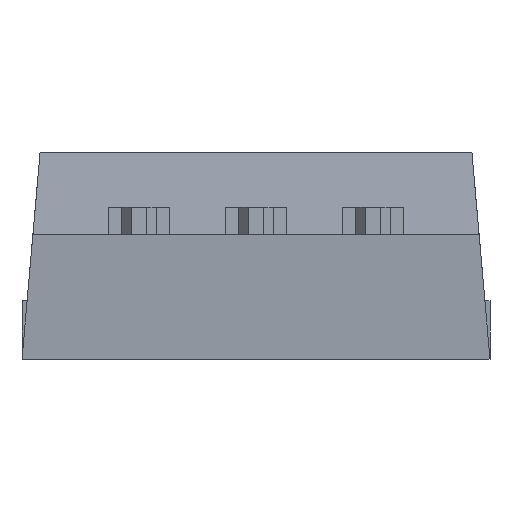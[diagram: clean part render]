
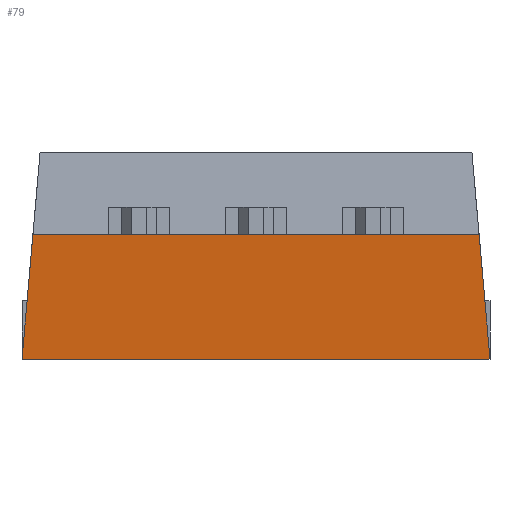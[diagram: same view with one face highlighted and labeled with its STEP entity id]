
A CAD part, front view. The second image highlights one B-rep face of the part: STEP entity #79.
In plain terms, the highlighted planar face has unit normal (0, -0.996, -0.087).
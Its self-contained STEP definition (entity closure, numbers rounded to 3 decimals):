
#54 = CARTESIAN_POINT ( 'NONE',  ( -5.1, 3.715, -0.292 ) ) ;
#57 = LINE ( 'NONE', #1451, #555 ) ;
#76 = VERTEX_POINT ( 'NONE', #859 ) ;
#79 = ADVANCED_FACE ( 'NONE', ( #173 ), #593, .F. ) ;
#94 = LINE ( 'NONE', #245, #1040 ) ;
#173 = FACE_OUTER_BOUND ( 'NONE', #1399, .T. ) ;
#183 = AXIS2_PLACEMENT_3D ( 'NONE', #54, #957, #1254 ) ;
#245 = CARTESIAN_POINT ( 'NONE',  ( -5.132, 3.985, -3.374 ) ) ;
#432 = ORIENTED_EDGE ( 'NONE', *, *, #821, .T. ) ;
#481 = DIRECTION ( 'NONE',  ( 1., 0., 0. ) ) ;
#482 = DIRECTION ( 'NONE',  ( -0.087, 0.087, -0.992 ) ) ;
#555 = VECTOR ( 'NONE', #772, 1000. ) ;
#556 = CARTESIAN_POINT ( 'NONE',  ( 5.1, 3.953, -3.012 ) ) ;
#572 = ORIENTED_EDGE ( 'NONE', *, *, #902, .F. ) ;
#593 = PLANE ( 'NONE',  #183 ) ;
#644 = VECTOR ( 'NONE', #481, 1000. ) ;
#665 = VERTEX_POINT ( 'NONE', #556 ) ;
#669 = CARTESIAN_POINT ( 'NONE',  ( -4.862, 3.715, -0.292 ) ) ;
#721 = ORIENTED_EDGE ( 'NONE', *, *, #1328, .T. ) ;
#772 = DIRECTION ( 'NONE',  ( 1., 0., 0. ) ) ;
#821 = EDGE_CURVE ( 'NONE', #1718, #1135, #94, .T. ) ;
#859 = CARTESIAN_POINT ( 'NONE',  ( 4.862, 3.715, -0.292 ) ) ;
#902 = EDGE_CURVE ( 'NONE', #1718, #76, #57, .T. ) ;
#914 = EDGE_CURVE ( 'NONE', #665, #76, #975, .T. ) ;
#947 = VECTOR ( 'NONE', #1351, 1000. ) ;
#957 = DIRECTION ( 'NONE',  ( 0., 0.996, 0.087 ) ) ;
#975 = LINE ( 'NONE', #1513, #947 ) ;
#1000 = CARTESIAN_POINT ( 'NONE',  ( -5.1, 3.953, -3.012 ) ) ;
#1040 = VECTOR ( 'NONE', #482, 1000. ) ;
#1135 = VERTEX_POINT ( 'NONE', #1456 ) ;
#1254 = DIRECTION ( 'NONE',  ( -1., 0., 0. ) ) ;
#1302 = ORIENTED_EDGE ( 'NONE', *, *, #914, .T. ) ;
#1328 = EDGE_CURVE ( 'NONE', #1135, #665, #1423, .T. ) ;
#1351 = DIRECTION ( 'NONE',  ( -0.087, -0.087, 0.992 ) ) ;
#1399 = EDGE_LOOP ( 'NONE', ( #721, #1302, #572, #432 ) ) ;
#1423 = LINE ( 'NONE', #1000, #644 ) ;
#1451 = CARTESIAN_POINT ( 'NONE',  ( -5.1, 3.715, -0.292 ) ) ;
#1456 = CARTESIAN_POINT ( 'NONE',  ( -5.1, 3.953, -3.012 ) ) ;
#1513 = CARTESIAN_POINT ( 'NONE',  ( 4.764, 3.617, 0.824 ) ) ;
#1718 = VERTEX_POINT ( 'NONE', #669 ) ;
